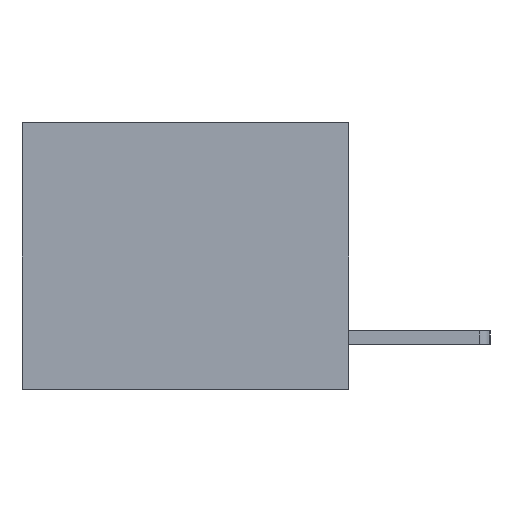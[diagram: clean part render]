
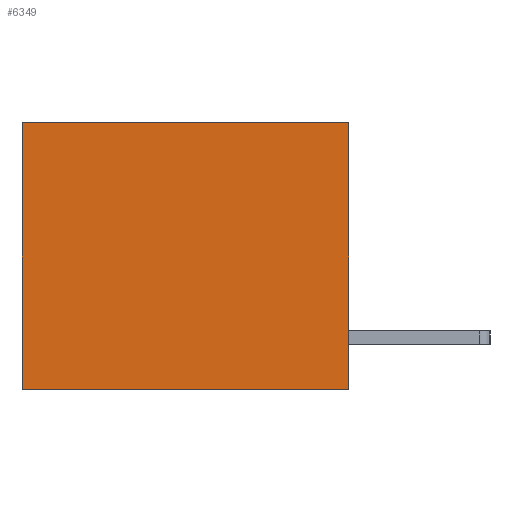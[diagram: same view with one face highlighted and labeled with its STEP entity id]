
A CAD part, left-side view. The second image highlights one B-rep face of the part: STEP entity #6349.
In plain terms, the highlighted planar face has unit normal (-1, 0, 0).
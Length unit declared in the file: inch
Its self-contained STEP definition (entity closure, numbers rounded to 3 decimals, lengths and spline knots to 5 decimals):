
#1155 = CARTESIAN_POINT ( 'NONE',  ( 0.3165, 0.6, -0.49 ) ) ;
#2181 = LINE ( 'NONE', #5544, #13889 ) ;
#2245 = DIRECTION ( 'NONE',  ( 0., 1., 0. ) ) ;
#2461 = ORIENTED_EDGE ( 'NONE', *, *, #13037, .T. ) ;
#2490 = CARTESIAN_POINT ( 'NONE',  ( 0.3165, 0., -0.49 ) ) ;
#2538 = DIRECTION ( 'NONE',  ( 1., 0., 0. ) ) ;
#3691 = AXIS2_PLACEMENT_3D ( 'NONE', #2490, #2538, #4750 ) ;
#3857 = VECTOR ( 'NONE', #11922, 39.37008 ) ;
#4438 = EDGE_CURVE ( 'NONE', #10830, #14248, #14286, .T. ) ;
#4450 = CARTESIAN_POINT ( 'NONE',  ( 0.3165, 0., -0.49 ) ) ;
#4750 = DIRECTION ( 'NONE',  ( 0., 0., -1. ) ) ;
#4924 = CARTESIAN_POINT ( 'NONE',  ( 0.3165, 0., 0. ) ) ;
#5146 = VERTEX_POINT ( 'NONE', #4924 ) ;
#5544 = CARTESIAN_POINT ( 'NONE',  ( 0.3165, 0., -0.49 ) ) ;
#5678 = ORIENTED_EDGE ( 'NONE', *, *, #8094, .T. ) ;
#6349 = ADVANCED_FACE ( 'NONE', ( #12280 ), #13797, .F. ) ;
#6837 = LINE ( 'NONE', #7330, #3857 ) ;
#7330 = CARTESIAN_POINT ( 'NONE',  ( 0.3165, 0., 0. ) ) ;
#7466 = LINE ( 'NONE', #11919, #12993 ) ;
#7805 = CARTESIAN_POINT ( 'NONE',  ( 0.3165, 0., -0.49 ) ) ;
#8094 = EDGE_CURVE ( 'NONE', #13645, #14248, #7466, .T. ) ;
#8326 = EDGE_CURVE ( 'NONE', #5146, #10830, #2181, .T. ) ;
#8425 = DIRECTION ( 'NONE',  ( 0., 0., -1. ) ) ;
#9356 = ORIENTED_EDGE ( 'NONE', *, *, #4438, .F. ) ;
#9454 = VECTOR ( 'NONE', #2245, 39.37008 ) ;
#10830 = VERTEX_POINT ( 'NONE', #7805 ) ;
#10943 = EDGE_LOOP ( 'NONE', ( #5678, #9356, #11281, #2461 ) ) ;
#11281 = ORIENTED_EDGE ( 'NONE', *, *, #8326, .F. ) ;
#11853 = CARTESIAN_POINT ( 'NONE',  ( 0.3165, 0.6, 0. ) ) ;
#11903 = DIRECTION ( 'NONE',  ( 0., 0., -1. ) ) ;
#11919 = CARTESIAN_POINT ( 'NONE',  ( 0.3165, 0.6, -0.49 ) ) ;
#11922 = DIRECTION ( 'NONE',  ( 0., 1., 0. ) ) ;
#12280 = FACE_OUTER_BOUND ( 'NONE', #10943, .T. ) ;
#12993 = VECTOR ( 'NONE', #8425, 39.37008 ) ;
#13037 = EDGE_CURVE ( 'NONE', #5146, #13645, #6837, .T. ) ;
#13645 = VERTEX_POINT ( 'NONE', #11853 ) ;
#13797 = PLANE ( 'NONE',  #3691 ) ;
#13889 = VECTOR ( 'NONE', #11903, 39.37008 ) ;
#14248 = VERTEX_POINT ( 'NONE', #1155 ) ;
#14286 = LINE ( 'NONE', #4450, #9454 ) ;
